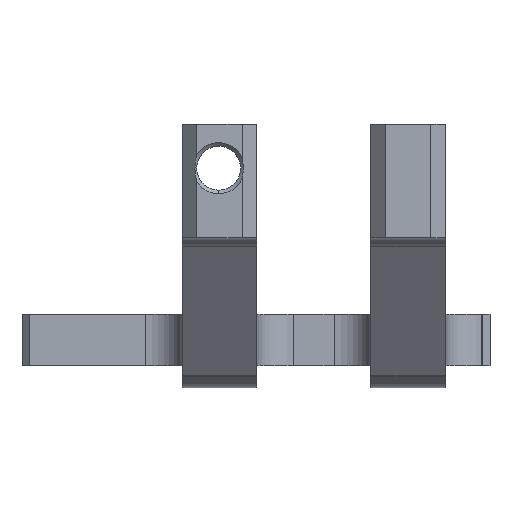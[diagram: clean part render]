
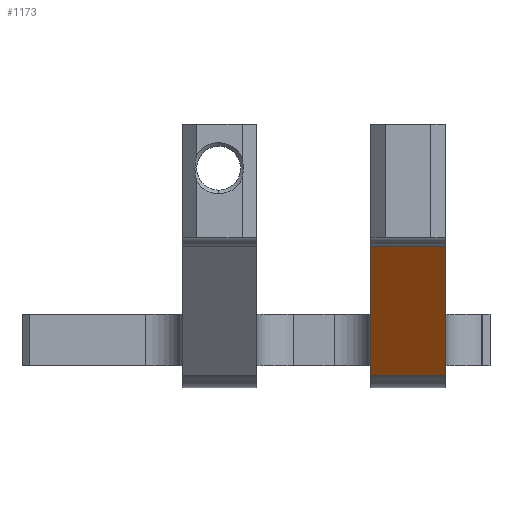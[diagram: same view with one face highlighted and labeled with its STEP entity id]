
A CAD part, front view. The second image highlights one B-rep face of the part: STEP entity #1173.
In plain terms, the highlighted planar face has unit normal (0, -0.784, -0.621).
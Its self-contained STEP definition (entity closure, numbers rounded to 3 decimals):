
#54 = ORIENTED_EDGE ( 'NONE', *, *, #597, .F. ) ;
#94 = DIRECTION ( 'NONE',  ( -1., 0., 0. ) ) ;
#140 = LINE ( 'NONE', #1946, #3909 ) ;
#184 = ORIENTED_EDGE ( 'NONE', *, *, #4399, .T. ) ;
#429 = CARTESIAN_POINT ( 'NONE',  ( 122.027, 13.17, -19.639 ) ) ;
#589 = EDGE_CURVE ( 'NONE', #3256, #4735, #2744, .T. ) ;
#597 = EDGE_CURVE ( 'NONE', #1192, #1687, #140, .T. ) ;
#902 = DIRECTION ( 'NONE',  ( -1., 0., 0. ) ) ;
#1019 = DIRECTION ( 'NONE',  ( 0., 0.62, -0.784 ) ) ;
#1045 = ORIENTED_EDGE ( 'NONE', *, *, #589, .T. ) ;
#1080 = VECTOR ( 'NONE', #1019, 1000. ) ;
#1173 = ADVANCED_FACE ( 'NONE', ( #1179 ), #1203, .F. ) ;
#1179 = FACE_OUTER_BOUND ( 'NONE', #2974, .T. ) ;
#1192 = VERTEX_POINT ( 'NONE', #2710 ) ;
#1193 = VECTOR ( 'NONE', #94, 1000. ) ;
#1203 = PLANE ( 'NONE',  #1662 ) ;
#1381 = VECTOR ( 'NONE', #2231, 1000. ) ;
#1399 = CARTESIAN_POINT ( 'NONE',  ( 25.8, 13.17, -19.639 ) ) ;
#1662 = AXIS2_PLACEMENT_3D ( 'NONE', #429, #1960, #3470 ) ;
#1687 = VERTEX_POINT ( 'NONE', #4012 ) ;
#1862 = CARTESIAN_POINT ( 'NONE',  ( 36., 13.17, -19.639 ) ) ;
#1946 = CARTESIAN_POINT ( 'NONE',  ( 122.027, 27.167, -37.33 ) ) ;
#1960 = DIRECTION ( 'NONE',  ( 0., 0.784, 0.62 ) ) ;
#2083 = EDGE_CURVE ( 'NONE', #1192, #3256, #4078, .T. ) ;
#2231 = DIRECTION ( 'NONE',  ( 0., -0.62, 0.784 ) ) ;
#2710 = CARTESIAN_POINT ( 'NONE',  ( 36., 27.167, -37.33 ) ) ;
#2744 = LINE ( 'NONE', #4615, #1193 ) ;
#2765 = CARTESIAN_POINT ( 'NONE',  ( 25.8, 13.17, -19.639 ) ) ;
#2816 = ORIENTED_EDGE ( 'NONE', *, *, #2083, .T. ) ;
#2864 = LINE ( 'NONE', #1399, #1080 ) ;
#2974 = EDGE_LOOP ( 'NONE', ( #54, #2816, #1045, #184 ) ) ;
#3256 = VERTEX_POINT ( 'NONE', #1862 ) ;
#3470 = DIRECTION ( 'NONE',  ( 0., -0.62, 0.784 ) ) ;
#3643 = CARTESIAN_POINT ( 'NONE',  ( 36., 13.17, -19.639 ) ) ;
#3909 = VECTOR ( 'NONE', #902, 1000. ) ;
#4012 = CARTESIAN_POINT ( 'NONE',  ( 25.8, 27.167, -37.33 ) ) ;
#4078 = LINE ( 'NONE', #3643, #1381 ) ;
#4399 = EDGE_CURVE ( 'NONE', #4735, #1687, #2864, .T. ) ;
#4615 = CARTESIAN_POINT ( 'NONE',  ( 122.027, 13.17, -19.639 ) ) ;
#4735 = VERTEX_POINT ( 'NONE', #2765 ) ;
